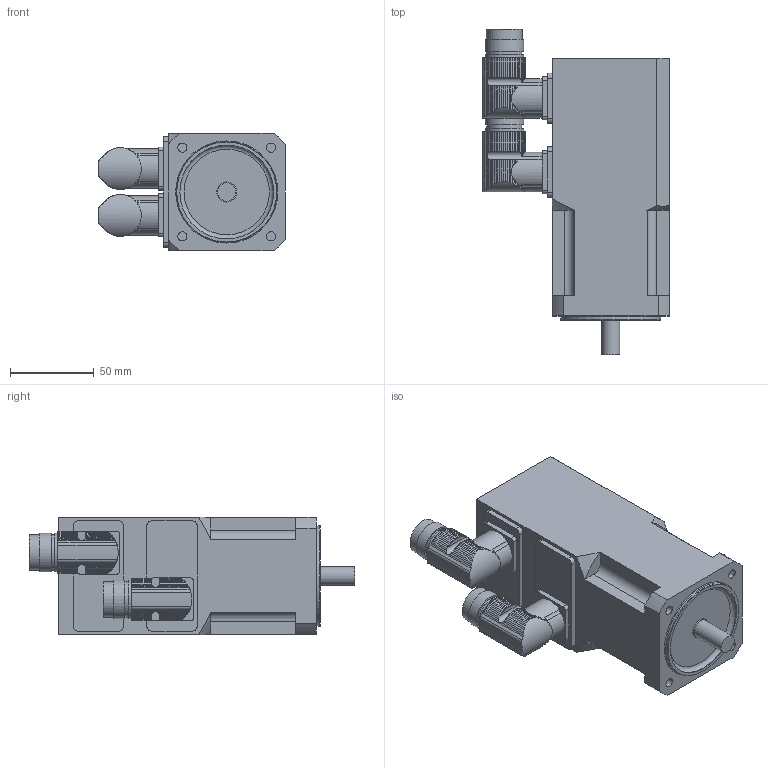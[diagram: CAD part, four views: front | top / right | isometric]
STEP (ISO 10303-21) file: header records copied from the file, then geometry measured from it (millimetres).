
FILE_DESCRIPTION(/* description */ (''),/* implementation_level */ '2;1');
FILE_NAME(/* name */ 'KSY2104Q_MF_R4',/* time_stamp */ '2008-09-11T16:21:18+02:00',/* author */ (''),/* organization */ (''),/* preprocessor_version */ 'ST-DEVELOPER v8',/* originating_system */ 'UNIGRAPHICS SOLUTIONS - UNIGRAPHICS 18.0',/* authorisation */ '');
FILE_SCHEMA (('AUTOMOTIVE_DESIGN { 1 2 10303 214 0 1 1 1 }'));
Length unit declared in the file: millimetre
Products named in the file (2): Winkelflanschdose_0; KSY2104Q-MF-R4_0
Assembly tree (2 placements, depth 2):
  KSY2104Q-MF-R4_0
    Winkelflanschdose_0  x2
Bounding box: 111.49 x 194.15 x 70 mm (x, y, z)
Volume: 785612.1 mm3; surface area: 69957.7 mm2
Topology: 3 solids, 4 shells, 426 faces, 1183 edges, 785 vertices
Faces by surface type: cylinder 319, plane 100, cone 5, torus 2
Full cylindrical faces by diameter (mm): 1 x1, 11 x1, 12 x1, 16 x2, 20 x2, 21 x2, 21.5 x2, 23 x4, 56 x1, 60 x1
Entity records: 8702 total; most frequent: CARTESIAN_POINT 2084, ORIENTED_EDGE 1398, DIRECTION 1320, EDGE_CURVE 699, AXIS2_PLACEMENT_3D 506, VERTEX_POINT 472, LINE 308, VECTOR 308
